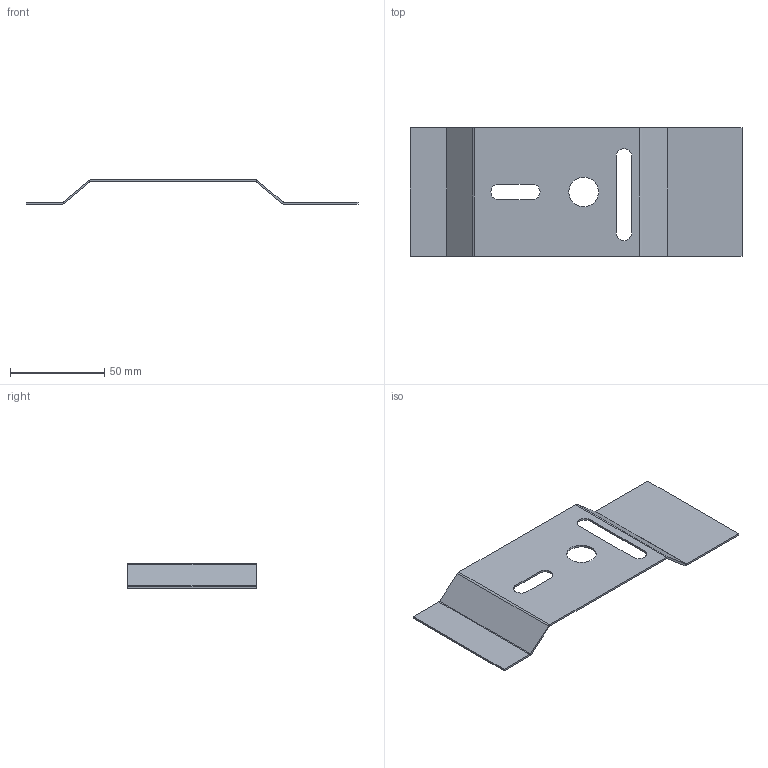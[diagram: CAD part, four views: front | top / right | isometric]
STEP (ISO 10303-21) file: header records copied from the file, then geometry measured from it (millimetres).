
FILE_DESCRIPTION (( 'STEP AP214' ), '1' );
FILE_NAME ('test.STEP', '2024-03-07T07:36:52', ( '' ), ( '' ), 'SwSTEP 2.0', 'SolidWorks 2024', '' );
FILE_SCHEMA (( 'AUTOMOTIVE_DESIGN' ));
Length unit declared in the file: millimetre
Products named in the file (1): test
Bounding box: 176.53 x 68.41 x 12.86 mm (x, y, z)
Volume: 11864.9 mm3; surface area: 24455.1 mm2
Topology: 1 solids, 1 shells, 49 faces, 109 edges, 62 vertices
Faces by surface type: plane 34, cylinder 15
Entity records: 1352 total; most frequent: DIRECTION 239, CARTESIAN_POINT 221, ORIENTED_EDGE 218, EDGE_CURVE 109, AXIS2_PLACEMENT_3D 80, LINE 79, VECTOR 79, VERTEX_POINT 62
